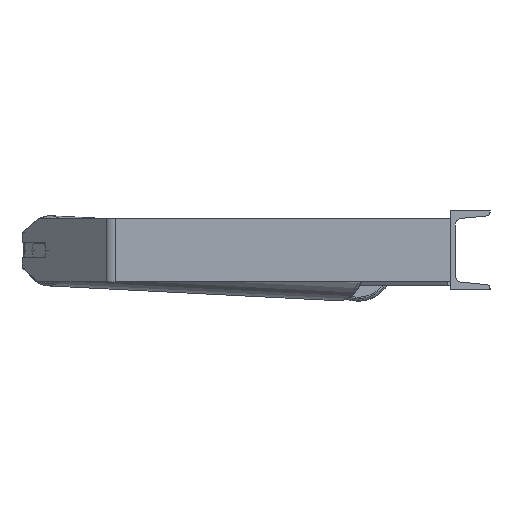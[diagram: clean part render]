
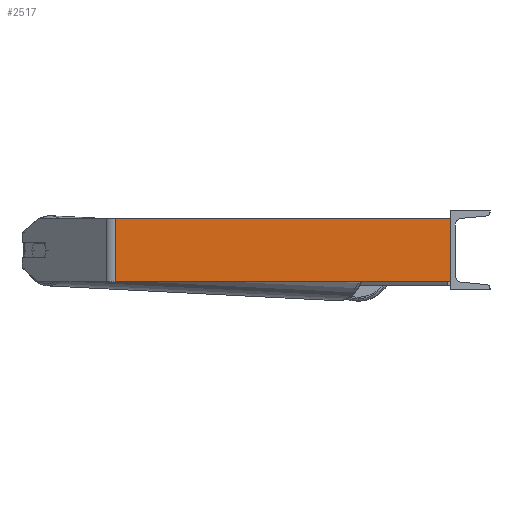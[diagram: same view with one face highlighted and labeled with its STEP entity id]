
A CAD part, left-side view. The second image highlights one B-rep face of the part: STEP entity #2517.
In plain terms, the highlighted planar face has unit normal (-1, 0, 0).
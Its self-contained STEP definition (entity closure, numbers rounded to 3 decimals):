
#79 = CARTESIAN_POINT ( 'NONE',  ( -785., 0., -40. ) ) ;
#696 = VECTOR ( 'NONE', #8243, 1000. ) ;
#717 = DIRECTION ( 'NONE',  ( 0., -1., 0. ) ) ;
#879 = EDGE_CURVE ( 'NONE', #4292, #2750, #1537, .T. ) ;
#1271 = VERTEX_POINT ( 'NONE', #5725 ) ;
#1395 = CARTESIAN_POINT ( 'NONE',  ( -785., 431.202, -40. ) ) ;
#1537 = LINE ( 'NONE', #6415, #2971 ) ;
#1602 = FACE_OUTER_BOUND ( 'NONE', #6657, .T. ) ;
#1791 = CARTESIAN_POINT ( 'NONE',  ( -785., 431.202, 40. ) ) ;
#2190 = VERTEX_POINT ( 'NONE', #8958 ) ;
#2201 = LINE ( 'NONE', #4903, #7519 ) ;
#2517 = ADVANCED_FACE ( 'NONE', ( #1602 ), #4369, .F. ) ;
#2750 = VERTEX_POINT ( 'NONE', #79 ) ;
#2831 = EDGE_CURVE ( 'NONE', #1271, #4292, #8815, .T. ) ;
#2971 = VECTOR ( 'NONE', #7140, 1000. ) ;
#3597 = CARTESIAN_POINT ( 'NONE',  ( -785., 0., 40. ) ) ;
#3884 = ORIENTED_EDGE ( 'NONE', *, *, #2831, .F. ) ;
#4292 = VERTEX_POINT ( 'NONE', #3597 ) ;
#4369 = PLANE ( 'NONE',  #6360 ) ;
#4619 = EDGE_CURVE ( 'NONE', #1271, #2190, #2201, .T. ) ;
#4627 = DIRECTION ( 'NONE',  ( 1., 0., 0. ) ) ;
#4903 = CARTESIAN_POINT ( 'NONE',  ( -785., 424.575, 40. ) ) ;
#4944 = DIRECTION ( 'NONE',  ( 0., 0., -1. ) ) ;
#5209 = ORIENTED_EDGE ( 'NONE', *, *, #879, .F. ) ;
#5725 = CARTESIAN_POINT ( 'NONE',  ( -785., 424.575, 40. ) ) ;
#5793 = DIRECTION ( 'NONE',  ( 0., 1., 0. ) ) ;
#6122 = EDGE_CURVE ( 'NONE', #2190, #2750, #7634, .T. ) ;
#6360 = AXIS2_PLACEMENT_3D ( 'NONE', #1791, #4627, #5793 ) ;
#6415 = CARTESIAN_POINT ( 'NONE',  ( -785., 0., 40. ) ) ;
#6417 = ORIENTED_EDGE ( 'NONE', *, *, #6122, .T. ) ;
#6657 = EDGE_LOOP ( 'NONE', ( #6417, #5209, #3884, #7100 ) ) ;
#7100 = ORIENTED_EDGE ( 'NONE', *, *, #4619, .T. ) ;
#7140 = DIRECTION ( 'NONE',  ( 0., 0., -1. ) ) ;
#7519 = VECTOR ( 'NONE', #4944, 1000. ) ;
#7634 = LINE ( 'NONE', #1395, #8870 ) ;
#8243 = DIRECTION ( 'NONE',  ( 0., -1., 0. ) ) ;
#8815 = LINE ( 'NONE', #8963, #696 ) ;
#8870 = VECTOR ( 'NONE', #717, 1000. ) ;
#8958 = CARTESIAN_POINT ( 'NONE',  ( -785., 424.575, -40. ) ) ;
#8963 = CARTESIAN_POINT ( 'NONE',  ( -785., 431.202, 40. ) ) ;
